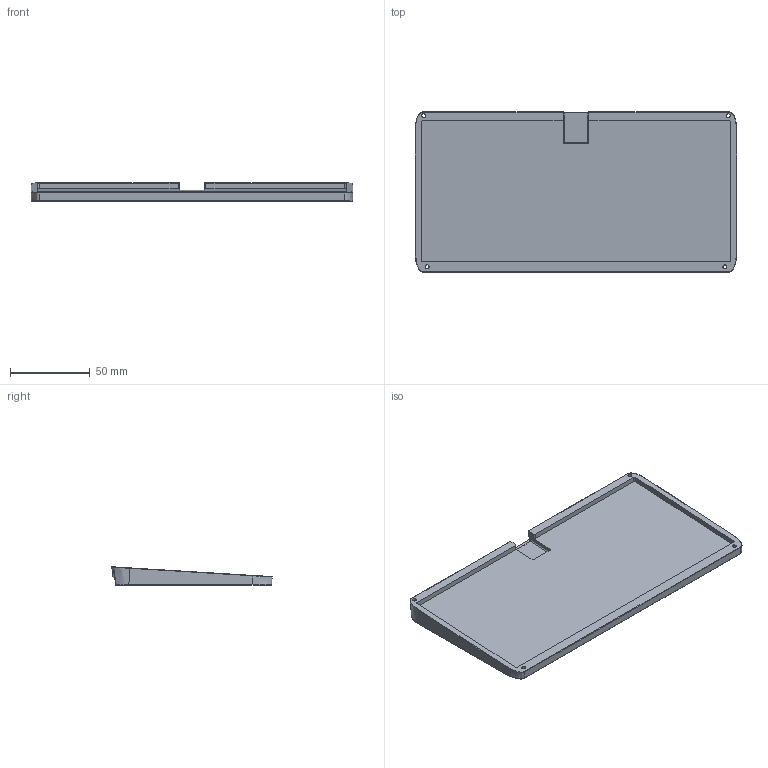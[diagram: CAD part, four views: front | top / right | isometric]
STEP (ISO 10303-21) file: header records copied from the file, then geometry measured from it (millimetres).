
FILE_DESCRIPTION(/* description */ (''),/* implementation_level */ '2;1');
FILE_NAME(/* name */ 'Willy Offshore case_base.step',/* time_stamp */ '2023-11-28T16:11:20-08:00',/* author */ (''),/* organization */ (''),/* preprocessor_version */ 'ST-DEVELOPER v20',/* originating_system */ 'Autodesk Translation Framework v12.14.0.127',/* authorisation */ '');
FILE_SCHEMA (('AUTOMOTIVE_DESIGN { 1 0 10303 214 3 1 1 }'));
Length unit declared in the file: millimetre
Products named in the file (2): Offshore; Component1
Assembly tree (1 placements, depth 2):
  Offshore
    Component1
Bounding box: 202 x 100.59 x 11.53 mm (x, y, z)
Volume: 106873.7 mm3; surface area: 47453.2 mm2
Topology: 1 solids, 1 shells, 117 faces, 284 edges, 173 vertices
Faces by surface type: plane 43, cylinder 39, bspline 22, cone 8, torus 3, sphere 2
Full cylindrical faces by diameter (mm): 2.4 x4, 4.5 x2
Entity records: 4404 total; most frequent: CARTESIAN_POINT 1664, ORIENTED_EDGE 564, DIRECTION 536, EDGE_CURVE 282, AXIS2_PLACEMENT_3D 199, VERTEX_POINT 173, LINE 138, VECTOR 138
